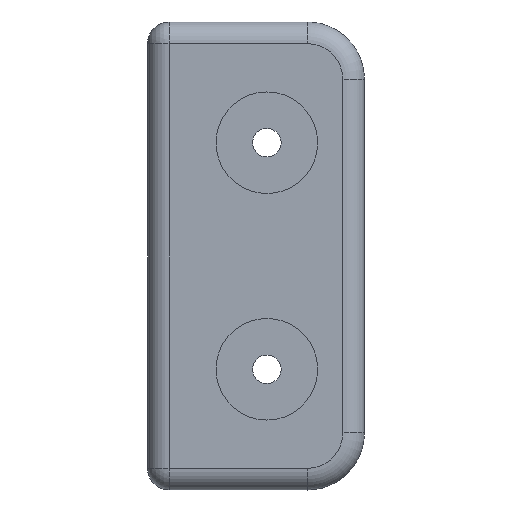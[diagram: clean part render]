
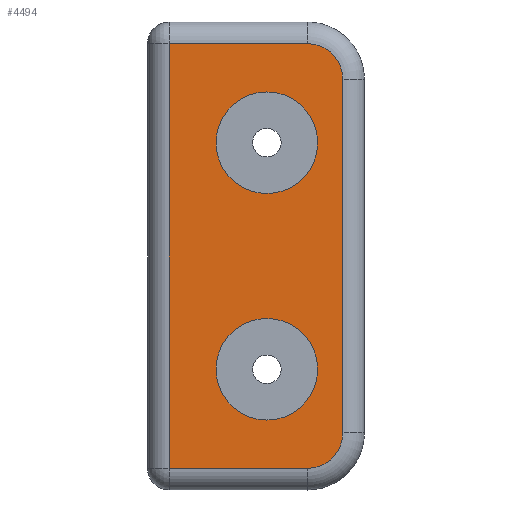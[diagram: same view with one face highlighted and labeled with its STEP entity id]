
A CAD part, left-side view. The second image highlights one B-rep face of the part: STEP entity #4494.
In plain terms, the highlighted planar face has unit normal (-1, 0, 0).
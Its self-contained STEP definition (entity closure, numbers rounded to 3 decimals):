
#216=CIRCLE('',#4718,4.45);
#219=CIRCLE('',#4723,4.45);
#285=CIRCLE('',#4842,3.1);
#287=CIRCLE('',#4845,3.1);
#1323=ORIENTED_EDGE('',*,*,#2115,.F.);
#1324=ORIENTED_EDGE('',*,*,#2110,.F.);
#1325=ORIENTED_EDGE('',*,*,#2103,.T.);
#1326=ORIENTED_EDGE('',*,*,#2099,.T.);
#1327=ORIENTED_EDGE('',*,*,#2105,.F.);
#1328=ORIENTED_EDGE('',*,*,#2112,.F.);
#1329=ORIENTED_EDGE('',*,*,#1924,.T.);
#1330=ORIENTED_EDGE('',*,*,#1921,.T.);
#1921=EDGE_CURVE('',#2443,#2443,#216,.T.);
#1924=EDGE_CURVE('',#2446,#2446,#219,.T.);
#2099=EDGE_CURVE('',#2583,#2584,#2984,.T.);
#2103=EDGE_CURVE('',#2585,#2583,#2987,.T.);
#2105=EDGE_CURVE('',#2588,#2584,#2988,.T.);
#2110=EDGE_CURVE('',#2585,#2589,#285,.T.);
#2112=EDGE_CURVE('',#2592,#2588,#287,.T.);
#2115=EDGE_CURVE('',#2589,#2592,#2990,.T.);
#2443=VERTEX_POINT('',#7016);
#2446=VERTEX_POINT('',#7024);
#2583=VERTEX_POINT('',#7552);
#2584=VERTEX_POINT('',#7556);
#2585=VERTEX_POINT('',#7563);
#2588=VERTEX_POINT('',#7570);
#2589=VERTEX_POINT('',#7575);
#2592=VERTEX_POINT('',#7583);
#2984=LINE('',#7559,#3427);
#2987=LINE('',#7566,#3430);
#2988=LINE('',#7571,#3431);
#2990=LINE('',#7588,#3433);
#3427=VECTOR('',#5863,1000.);
#3430=VECTOR('',#5870,1000.);
#3431=VECTOR('',#5875,1000.);
#3433=VECTOR('',#5899,1000.);
#3768=EDGE_LOOP('',(#1323,#1324,#1325,#1326,#1327,#1328));
#3769=EDGE_LOOP('',(#1329));
#3770=EDGE_LOOP('',(#1330));
#4077=FACE_BOUND('',#3768,.T.);
#4078=FACE_BOUND('',#3769,.T.);
#4079=FACE_BOUND('',#3770,.T.);
#4265=PLANE('',#4875);
#4494=ADVANCED_FACE('',(#4077,#4078,#4079),#4265,.F.);
#4718=AXIS2_PLACEMENT_3D('',#7015,#5569,#5570);
#4723=AXIS2_PLACEMENT_3D('',#7023,#5579,#5580);
#4842=AXIS2_PLACEMENT_3D('',#7579,#5885,#5886);
#4845=AXIS2_PLACEMENT_3D('',#7584,#5891,#5892);
#4875=AXIS2_PLACEMENT_3D('',#7691,#6000,#6001);
#5569=DIRECTION('',(1.,0.,0.));
#5570=DIRECTION('',(0.,0.,-1.));
#5579=DIRECTION('',(1.,0.,0.));
#5580=DIRECTION('',(0.,0.,-1.));
#5863=DIRECTION('',(0.,0.,-1.));
#5870=DIRECTION('',(0.,1.,0.));
#5875=DIRECTION('',(0.,1.,0.));
#5885=DIRECTION('',(1.,0.,0.));
#5886=DIRECTION('',(0.,1.,0.));
#5891=DIRECTION('',(1.,0.,0.));
#5892=DIRECTION('',(0.,1.,0.));
#5899=DIRECTION('',(0.,0.,-1.));
#6000=DIRECTION('',(1.,0.,0.));
#6001=DIRECTION('',(0.,1.,0.));
#7015=CARTESIAN_POINT('',(-38.,-10.45,-9.925));
#7016=CARTESIAN_POINT('',(-38.,-10.45,-14.375));
#7023=CARTESIAN_POINT('',(-38.,-10.45,9.925));
#7024=CARTESIAN_POINT('',(-38.,-10.45,5.475));
#7552=CARTESIAN_POINT('',(-38.,-1.9,18.6));
#7556=CARTESIAN_POINT('',(-38.,-1.9,-18.6));
#7559=CARTESIAN_POINT('',(-38.,-1.9,20.5));
#7563=CARTESIAN_POINT('',(-38.,-14.,18.6));
#7566=CARTESIAN_POINT('',(-38.,-19.,18.6));
#7570=CARTESIAN_POINT('',(-38.,-14.,-18.6));
#7571=CARTESIAN_POINT('',(-38.,-19.,-18.6));
#7575=CARTESIAN_POINT('',(-38.,-17.1,15.5));
#7579=CARTESIAN_POINT('',(-38.,-14.,15.5));
#7583=CARTESIAN_POINT('',(-38.,-17.1,-15.5));
#7584=CARTESIAN_POINT('',(-38.,-14.,-15.5));
#7588=CARTESIAN_POINT('',(-38.,-17.1,15.5));
#7691=CARTESIAN_POINT('',(-38.,-19.,20.5));
